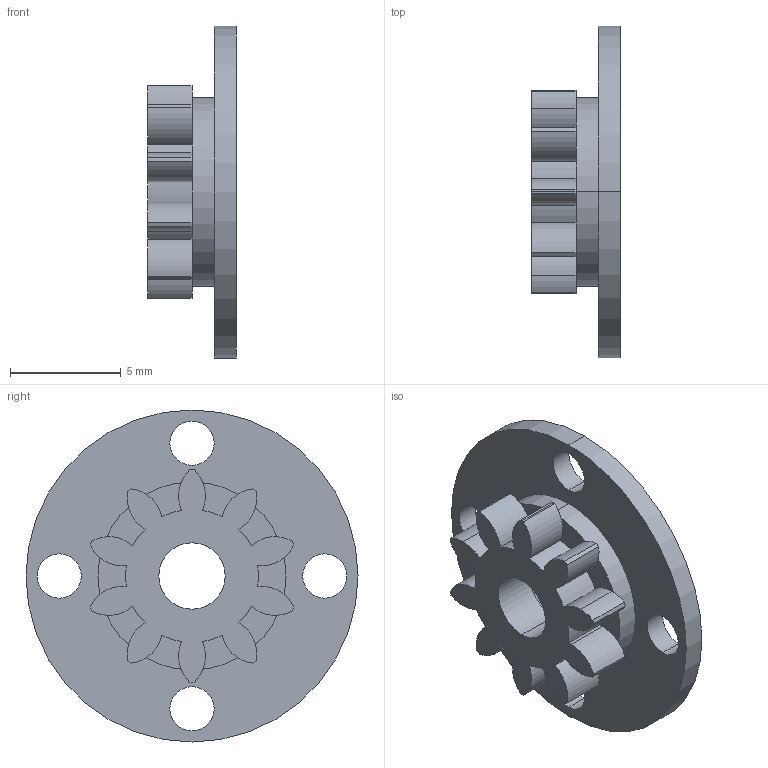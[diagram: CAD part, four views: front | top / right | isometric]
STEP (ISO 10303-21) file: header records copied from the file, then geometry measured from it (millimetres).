
FILE_DESCRIPTION (( 'STEP AP214' ), '1' );
FILE_NAME ('1瘍喘謫.STEP', '2019-11-20T12:14:58', ( '' ), ( '' ), 'SwSTEP 2.0', 'SolidWorks 2020', '' );
FILE_SCHEMA (( 'AUTOMOTIVE_DESIGN' ));
Length unit declared in the file: millimetre
Products named in the file (3): 1瘍喘謫; 1瘍喘謫b; 1瘍喘謫a-toolbox_1瘍喘謫tb
Assembly tree (2 placements, depth 2):
  1瘍喘謫
    1瘍喘謫b
    1瘍喘謫a-toolbox_1瘍喘謫tb
Bounding box: 4 x 15 x 15 mm (x, y, z)
Volume: 284.7 mm3; surface area: 631.7 mm2
Topology: 2 solids, 2 shells, 66 faces, 183 edges, 122 vertices
Faces by surface type: cylinder 61, plane 5
Entity records: 2323 total; most frequent: DIRECTION 447, CARTESIAN_POINT 376, ORIENTED_EDGE 366, AXIS2_PLACEMENT_3D 193, EDGE_CURVE 183, CIRCLE 122, VERTEX_POINT 122, EDGE_LOOP 79
